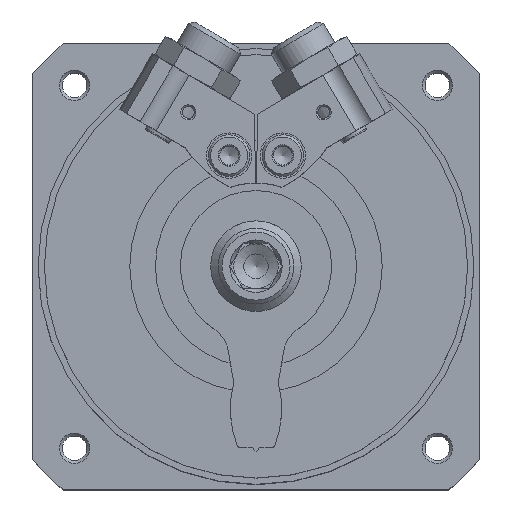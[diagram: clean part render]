
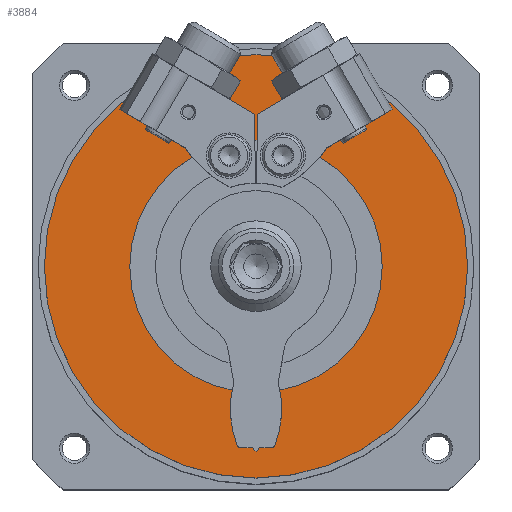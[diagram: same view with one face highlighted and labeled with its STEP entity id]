
A CAD part, top view. The second image highlights one B-rep face of the part: STEP entity #3884.
In plain terms, the highlighted face is planar.
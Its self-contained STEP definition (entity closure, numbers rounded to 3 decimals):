
#180=PLANE('',#4311);
#844=ORIENTED_EDGE('',*,*,#1796,.F.);
#845=ORIENTED_EDGE('',*,*,#1797,.T.);
#1796=EDGE_CURVE('',#2284,#2284,#2655,.T.);
#1797=EDGE_CURVE('',#2285,#2285,#2656,.T.);
#2284=VERTEX_POINT('',#6267);
#2285=VERTEX_POINT('',#6269);
#2655=CIRCLE('',#4312,28.);
#2656=CIRCLE('',#4313,16.7);
#2928=EDGE_LOOP('',(#844));
#2929=EDGE_LOOP('',(#845));
#3371=FACE_BOUND('',#2928,.T.);
#3372=FACE_BOUND('',#2929,.T.);
#3884=ADVANCED_FACE('',(#3371,#3372),#180,.F.);
#4311=AXIS2_PLACEMENT_3D('',#6265,#4948,#4949);
#4312=AXIS2_PLACEMENT_3D('',#6266,#4950,#4951);
#4313=AXIS2_PLACEMENT_3D('',#6268,#4952,#4953);
#4948=DIRECTION('',(1.,0.,0.));
#4949=DIRECTION('',(0.,0.,-1.));
#4950=DIRECTION('',(1.,0.,0.));
#4951=DIRECTION('',(0.,0.,-1.));
#4952=DIRECTION('',(1.,0.,0.));
#4953=DIRECTION('',(0.,0.,-1.));
#6265=CARTESIAN_POINT('',(-50.,0.,0.));
#6266=CARTESIAN_POINT('',(-50.,0.,0.));
#6267=CARTESIAN_POINT('',(-50.,0.,-28.));
#6268=CARTESIAN_POINT('',(-50.,0.,0.));
#6269=CARTESIAN_POINT('',(-50.,0.,-16.7));
